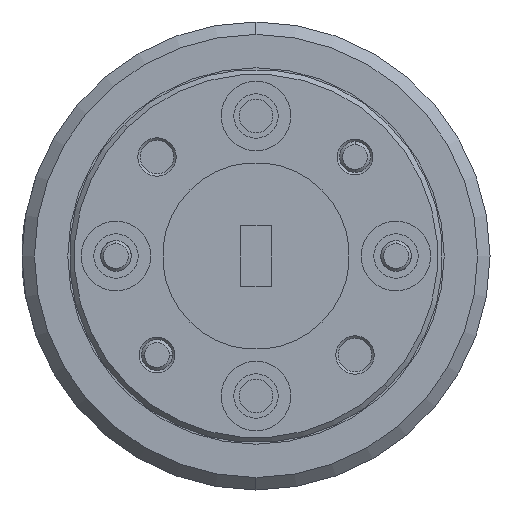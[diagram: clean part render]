
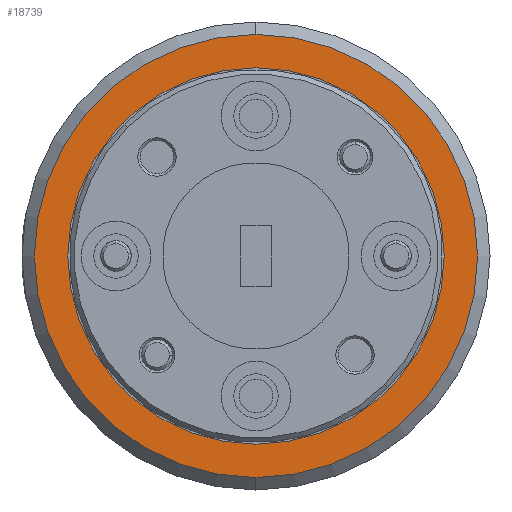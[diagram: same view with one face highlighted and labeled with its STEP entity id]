
A CAD part, left-side view. The second image highlights one B-rep face of the part: STEP entity #18739.
In plain terms, the highlighted planar face has unit normal (-1, 0, 0).
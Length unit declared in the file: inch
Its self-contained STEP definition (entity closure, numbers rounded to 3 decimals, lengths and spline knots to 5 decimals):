
#1995 = VERTEX_POINT ( 'NONE', #46878 ) ;
#6601 = ORIENTED_EDGE ( 'NONE', *, *, #38173, .T. ) ;
#6893 = DIRECTION ( 'NONE',  ( 0., 0., -1. ) ) ;
#8608 = CARTESIAN_POINT ( 'NONE',  ( 0., 0., 0.445 ) ) ;
#9098 = AXIS2_PLACEMENT_3D ( 'NONE', #35538, #19711, #47811 ) ;
#10756 = CARTESIAN_POINT ( 'NONE',  ( 0., 0., 0. ) ) ;
#12545 = ORIENTED_EDGE ( 'NONE', *, *, #36918, .T. ) ;
#12879 = EDGE_CURVE ( 'NONE', #17497, #50745, #32768, .T. ) ;
#13299 = CARTESIAN_POINT ( 'NONE',  ( 0., 0., 0. ) ) ;
#14691 = DIRECTION ( 'NONE',  ( 1., 0., 0. ) ) ;
#14858 = DIRECTION ( 'NONE',  ( 0., 0., -1. ) ) ;
#16491 = AXIS2_PLACEMENT_3D ( 'NONE', #51542, #34737, #42803 ) ;
#17497 = VERTEX_POINT ( 'NONE', #34329 ) ;
#18739 = ADVANCED_FACE ( 'NONE', ( #40580, #38061 ), #49979, .F. ) ;
#19711 = DIRECTION ( 'NONE',  ( -1., 0., 0. ) ) ;
#21067 = ORIENTED_EDGE ( 'NONE', *, *, #49451, .T. ) ;
#23776 = ORIENTED_EDGE ( 'NONE', *, *, #12879, .T. ) ;
#25062 = DIRECTION ( 'NONE',  ( 0., 0., -1. ) ) ;
#25935 = CARTESIAN_POINT ( 'NONE',  ( 0., 0., 0. ) ) ;
#32768 = CIRCLE ( 'NONE', #16491, 0.445 ) ;
#32797 = EDGE_LOOP ( 'NONE', ( #23776, #21067 ) ) ;
#33496 = AXIS2_PLACEMENT_3D ( 'NONE', #13299, #33647, #25062 ) ;
#33647 = DIRECTION ( 'NONE',  ( 1., 0., 0. ) ) ;
#34329 = CARTESIAN_POINT ( 'NONE',  ( 0., 0., -0.445 ) ) ;
#34737 = DIRECTION ( 'NONE',  ( -1., 0., 0. ) ) ;
#35538 = CARTESIAN_POINT ( 'NONE',  ( 0., 0., 0. ) ) ;
#36918 = EDGE_CURVE ( 'NONE', #1995, #44199, #44723, .T. ) ;
#38061 = FACE_BOUND ( 'NONE', #44891, .T. ) ;
#38173 = EDGE_CURVE ( 'NONE', #44199, #1995, #50272, .T. ) ;
#40580 = FACE_OUTER_BOUND ( 'NONE', #32797, .T. ) ;
#42493 = CIRCLE ( 'NONE', #9098, 0.445 ) ;
#42803 = DIRECTION ( 'NONE',  ( 0., 0., -1. ) ) ;
#44199 = VERTEX_POINT ( 'NONE', #48268 ) ;
#44723 = CIRCLE ( 'NONE', #33496, 0.378 ) ;
#44891 = EDGE_LOOP ( 'NONE', ( #12545, #6601 ) ) ;
#45943 = AXIS2_PLACEMENT_3D ( 'NONE', #10756, #46857, #6893 ) ;
#46857 = DIRECTION ( 'NONE',  ( 1., 0., 0. ) ) ;
#46878 = CARTESIAN_POINT ( 'NONE',  ( 0., 0., 0.378 ) ) ;
#47337 = AXIS2_PLACEMENT_3D ( 'NONE', #25935, #14691, #14858 ) ;
#47811 = DIRECTION ( 'NONE',  ( 0., 0., -1. ) ) ;
#48268 = CARTESIAN_POINT ( 'NONE',  ( 0., 0., -0.378 ) ) ;
#49451 = EDGE_CURVE ( 'NONE', #50745, #17497, #42493, .T. ) ;
#49979 = PLANE ( 'NONE',  #47337 ) ;
#50272 = CIRCLE ( 'NONE', #45943, 0.378 ) ;
#50745 = VERTEX_POINT ( 'NONE', #8608 ) ;
#51542 = CARTESIAN_POINT ( 'NONE',  ( 0., 0., 0. ) ) ;
